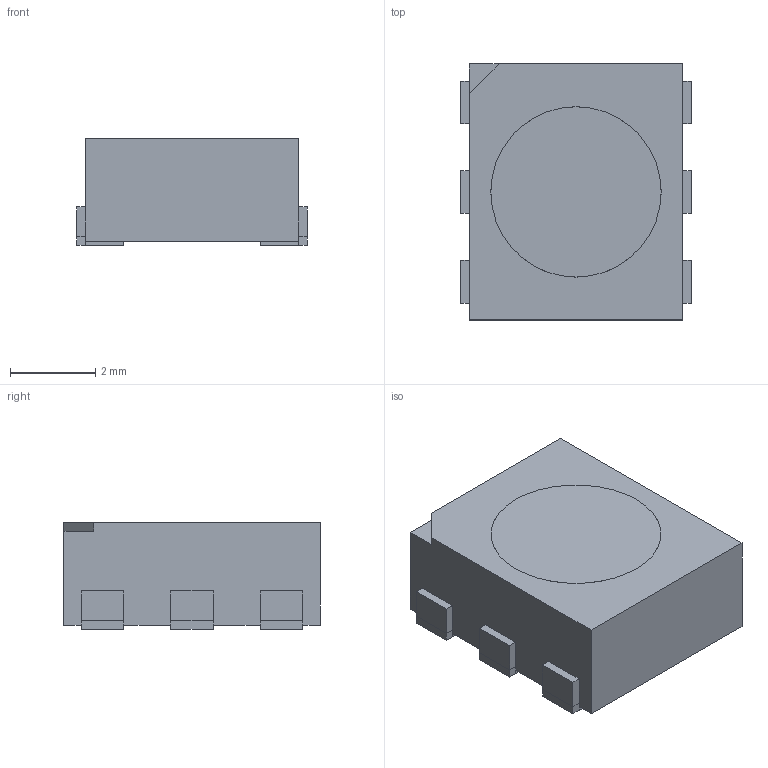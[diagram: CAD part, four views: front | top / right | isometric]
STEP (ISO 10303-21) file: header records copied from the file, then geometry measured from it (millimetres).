
FILE_DESCRIPTION(('FreeCAD Model'),'2;1');
FILE_NAME('Open CASCADE Shape Model','2024-01-05T09:49:11',( 'kicad StepUp'),('ksu MCAD'),'Open CASCADE STEP processor 7.6', 'FreeCAD','Unknown');
FILE_SCHEMA(('AUTOMOTIVE_DESIGN { 1 0 10303 214 1 1 1 1 }'));
Length unit declared in the file: millimetre
Products named in the file (1): LED_RGB_Cree-PLCC-6_6x5mm_P2.1mm
Bounding box: 5.4 x 6 x 2.5 mm (x, y, z)
Volume: 73.4 mm3; surface area: 159.8 mm2
Topology: 2 solids, 2 shells, 85 faces, 204 edges, 124 vertices
Faces by surface type: plane 83, cone 2
Entity records: 3007 total; most frequent: CARTESIAN_POINT 414, ORIENTED_EDGE 408, DIRECTION 380, EDGE_CURVE 204, LINE 200, VECTOR 200, VERTEX_POINT 124, AXIS2_PLACEMENT_3D 90
